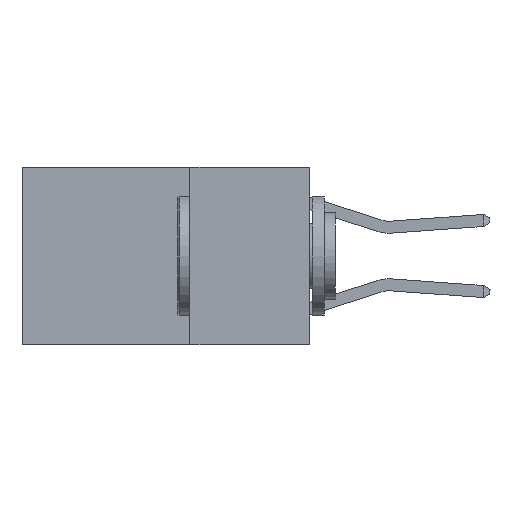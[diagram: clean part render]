
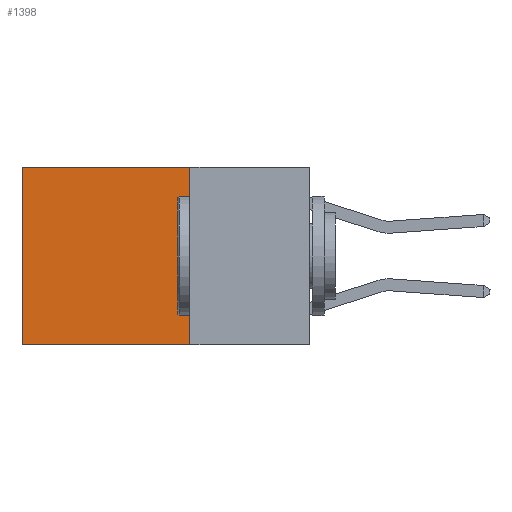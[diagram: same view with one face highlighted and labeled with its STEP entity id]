
A CAD part, left-side view. The second image highlights one B-rep face of the part: STEP entity #1398.
In plain terms, the highlighted planar face has unit normal (-1, 0, 0).
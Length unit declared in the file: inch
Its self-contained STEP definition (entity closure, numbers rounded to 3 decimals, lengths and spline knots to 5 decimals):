
#661 = CARTESIAN_POINT ( 'NONE',  ( 0.2625, 0.25, -0.37 ) ) ;
#876 = VERTEX_POINT ( 'NONE', #661 ) ;
#894 = CARTESIAN_POINT ( 'NONE',  ( 0.2625, 0.6, 0. ) ) ;
#1116 = EDGE_CURVE ( 'NONE', #17941, #876, #24594, .T. ) ;
#1175 = ORIENTED_EDGE ( 'NONE', *, *, #1116, .F. ) ;
#1212 = EDGE_LOOP ( 'NONE', ( #18396, #19690, #1175, #32204 ) ) ;
#1398 = ADVANCED_FACE ( 'NONE', ( #11508 ), #31593, .F. ) ;
#2238 = CARTESIAN_POINT ( 'NONE',  ( 0.2625, 0.25, 0. ) ) ;
#4899 = EDGE_CURVE ( 'NONE', #876, #15410, #22200, .T. ) ;
#7811 = EDGE_CURVE ( 'NONE', #31087, #15410, #9112, .T. ) ;
#9112 = LINE ( 'NONE', #29379, #24577 ) ;
#10409 = CARTESIAN_POINT ( 'NONE',  ( 0.2625, 0.25, -0.37 ) ) ;
#10600 = CARTESIAN_POINT ( 'NONE',  ( 0.2625, 0.25, 0. ) ) ;
#11344 = DIRECTION ( 'NONE',  ( 0., 0., -1. ) ) ;
#11508 = FACE_OUTER_BOUND ( 'NONE', #1212, .T. ) ;
#12189 = DIRECTION ( 'NONE',  ( 0., 0., -1. ) ) ;
#12265 = VECTOR ( 'NONE', #12189, 39.37008 ) ;
#15410 = VERTEX_POINT ( 'NONE', #20016 ) ;
#17941 = VERTEX_POINT ( 'NONE', #10600 ) ;
#18396 = ORIENTED_EDGE ( 'NONE', *, *, #7811, .T. ) ;
#19061 = DIRECTION ( 'NONE',  ( 0., 1., 0. ) ) ;
#19087 = DIRECTION ( 'NONE',  ( 0., 0., -1. ) ) ;
#19690 = ORIENTED_EDGE ( 'NONE', *, *, #4899, .F. ) ;
#20016 = CARTESIAN_POINT ( 'NONE',  ( 0.2625, 0.6, -0.37 ) ) ;
#20385 = DIRECTION ( 'NONE',  ( 0., 1., 0. ) ) ;
#20864 = VECTOR ( 'NONE', #20385, 39.37008 ) ;
#21156 = VECTOR ( 'NONE', #19061, 39.37008 ) ;
#21467 = DIRECTION ( 'NONE',  ( 1., 0., 0. ) ) ;
#22200 = LINE ( 'NONE', #10409, #20864 ) ;
#24230 = CARTESIAN_POINT ( 'NONE',  ( 0.2625, 0.25, 0. ) ) ;
#24577 = VECTOR ( 'NONE', #19087, 39.37008 ) ;
#24594 = LINE ( 'NONE', #2238, #12265 ) ;
#26086 = LINE ( 'NONE', #31306, #21156 ) ;
#28245 = EDGE_CURVE ( 'NONE', #17941, #31087, #26086, .T. ) ;
#29379 = CARTESIAN_POINT ( 'NONE',  ( 0.2625, 0.6, 0. ) ) ;
#31087 = VERTEX_POINT ( 'NONE', #894 ) ;
#31306 = CARTESIAN_POINT ( 'NONE',  ( 0.2625, 0.25, 0. ) ) ;
#31593 = PLANE ( 'NONE',  #32082 ) ;
#32082 = AXIS2_PLACEMENT_3D ( 'NONE', #24230, #21467, #11344 ) ;
#32204 = ORIENTED_EDGE ( 'NONE', *, *, #28245, .T. ) ;
